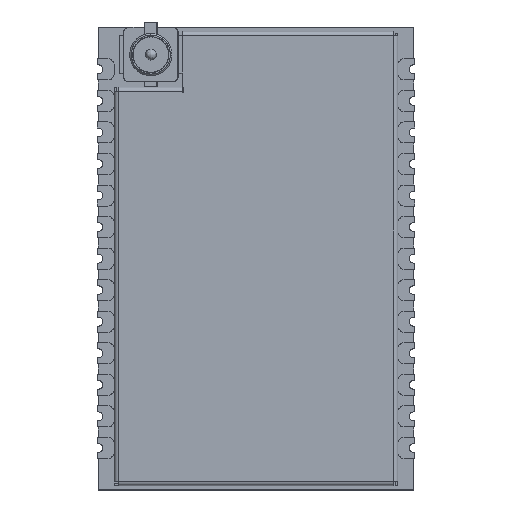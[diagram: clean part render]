
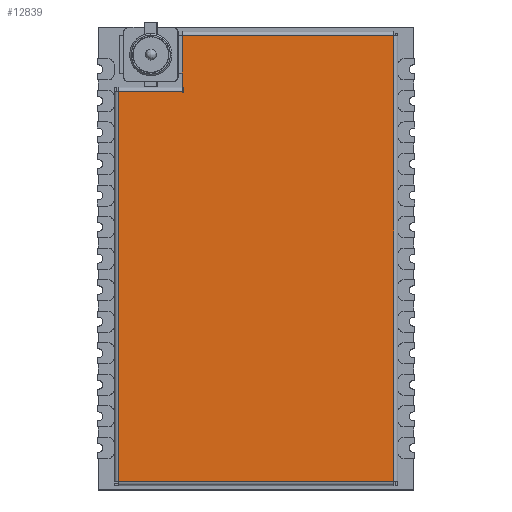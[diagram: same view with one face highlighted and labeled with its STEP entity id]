
A CAD part, top view. The second image highlights one B-rep face of the part: STEP entity #12839.
In plain terms, the highlighted planar face has unit normal (0, 0, 1).
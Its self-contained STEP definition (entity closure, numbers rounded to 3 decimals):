
#250 = VERTEX_POINT ( 'NONE', #17527 ) ;
#1670 = ORIENTED_EDGE ( 'NONE', *, *, #14598, .F. ) ;
#1961 = EDGE_CURVE ( 'NONE', #250, #3341, #5419, .T. ) ;
#2001 = CARTESIAN_POINT ( 'NONE',  ( -3.685, 7.655, 0. ) ) ;
#2228 = CARTESIAN_POINT ( 'NONE',  ( 6.365, 0., 0. ) ) ;
#2353 = ORIENTED_EDGE ( 'NONE', *, *, #10805, .F. ) ;
#2729 = CARTESIAN_POINT ( 'NONE',  ( -6.735, -10.845, 0. ) ) ;
#3129 = ORIENTED_EDGE ( 'NONE', *, *, #27570, .F. ) ;
#3288 = CARTESIAN_POINT ( 'NONE',  ( -3.685, 7.905, 0. ) ) ;
#3341 = VERTEX_POINT ( 'NONE', #24621 ) ;
#3718 = VERTEX_POINT ( 'NONE', #6357 ) ;
#4345 = FACE_OUTER_BOUND ( 'NONE', #26139, .T. ) ;
#4512 = EDGE_CURVE ( 'NONE', #15943, #250, #17118, .T. ) ;
#4978 = VERTEX_POINT ( 'NONE', #19196 ) ;
#5105 = DIRECTION ( 'NONE',  ( 0., -1., 0. ) ) ;
#5419 = LINE ( 'NONE', #28428, #12915 ) ;
#5671 = ORIENTED_EDGE ( 'NONE', *, *, #4512, .F. ) ;
#6357 = CARTESIAN_POINT ( 'NONE',  ( -3.685, 7.905, 0. ) ) ;
#6433 = EDGE_CURVE ( 'NONE', #6501, #3718, #18030, .T. ) ;
#6501 = VERTEX_POINT ( 'NONE', #19163 ) ;
#6596 = ORIENTED_EDGE ( 'NONE', *, *, #23582, .F. ) ;
#6871 = CARTESIAN_POINT ( 'NONE',  ( -3.685, 7.905, 0. ) ) ;
#7474 = EDGE_CURVE ( 'NONE', #3341, #25859, #8747, .T. ) ;
#7597 = CARTESIAN_POINT ( 'NONE',  ( -3.635, 7.655, 0. ) ) ;
#8018 = CARTESIAN_POINT ( 'NONE',  ( -3.635, 7.905, 0. ) ) ;
#8070 = CARTESIAN_POINT ( 'NONE',  ( 0., -10.845, 0. ) ) ;
#8747 = LINE ( 'NONE', #26671, #21621 ) ;
#9267 = CARTESIAN_POINT ( 'NONE',  ( 0., 0., 0. ) ) ;
#9677 = CARTESIAN_POINT ( 'NONE',  ( 6.365, 10.355, 0. ) ) ;
#10700 = ORIENTED_EDGE ( 'NONE', *, *, #27331, .F. ) ;
#10805 = EDGE_CURVE ( 'NONE', #25859, #28471, #25819, .T. ) ;
#11555 = VECTOR ( 'NONE', #26246, 1000. ) ;
#11681 = DIRECTION ( 'NONE',  ( -1., 0., 0. ) ) ;
#11707 = LINE ( 'NONE', #8018, #19043 ) ;
#11963 = CARTESIAN_POINT ( 'NONE',  ( 6.365, -10.845, 0. ) ) ;
#12561 = CARTESIAN_POINT ( 'NONE',  ( 0., 7.655, 0. ) ) ;
#12839 = ADVANCED_FACE ( 'NONE', ( #4345 ), #13699, .F. ) ;
#12887 = DIRECTION ( 'NONE',  ( -1., 0., 0. ) ) ;
#12915 = VECTOR ( 'NONE', #23269, 1000. ) ;
#13062 = CARTESIAN_POINT ( 'NONE',  ( 0., 10.355, 0. ) ) ;
#13699 = PLANE ( 'NONE',  #15492 ) ;
#14598 = EDGE_CURVE ( 'NONE', #4978, #22198, #22173, .T. ) ;
#15111 = LINE ( 'NONE', #8070, #22654 ) ;
#15453 = DIRECTION ( 'NONE',  ( 0., -1., 0. ) ) ;
#15492 = AXIS2_PLACEMENT_3D ( 'NONE', #9267, #16785, #23211 ) ;
#15943 = VERTEX_POINT ( 'NONE', #2729 ) ;
#16071 = ORIENTED_EDGE ( 'NONE', *, *, #7474, .F. ) ;
#16100 = VECTOR ( 'NONE', #15453, 1000. ) ;
#16785 = DIRECTION ( 'NONE',  ( 0., 0., -1. ) ) ;
#17118 = LINE ( 'NONE', #28260, #24305 ) ;
#17527 = CARTESIAN_POINT ( 'NONE',  ( -6.735, 7.705, 0. ) ) ;
#18030 = LINE ( 'NONE', #6871, #18371 ) ;
#18188 = DIRECTION ( 'NONE',  ( 0., 1., 0. ) ) ;
#18371 = VECTOR ( 'NONE', #11681, 1000. ) ;
#18698 = VECTOR ( 'NONE', #24251, 1000. ) ;
#19043 = VECTOR ( 'NONE', #18188, 1000. ) ;
#19163 = CARTESIAN_POINT ( 'NONE',  ( -3.635, 7.905, 0. ) ) ;
#19196 = CARTESIAN_POINT ( 'NONE',  ( -3.685, 10.355, 0. ) ) ;
#20002 = VECTOR ( 'NONE', #23530, 1000. ) ;
#21621 = VECTOR ( 'NONE', #5105, 1000. ) ;
#21882 = LINE ( 'NONE', #2228, #16100 ) ;
#22173 = LINE ( 'NONE', #13062, #18698 ) ;
#22198 = VERTEX_POINT ( 'NONE', #9677 ) ;
#22654 = VECTOR ( 'NONE', #12887, 1000. ) ;
#23211 = DIRECTION ( 'NONE',  ( -1., 0., 0. ) ) ;
#23269 = DIRECTION ( 'NONE',  ( 1., 0., 0. ) ) ;
#23530 = DIRECTION ( 'NONE',  ( 0., 1., 0. ) ) ;
#23582 = EDGE_CURVE ( 'NONE', #26509, #15943, #15111, .T. ) ;
#24251 = DIRECTION ( 'NONE',  ( 1., 0., 0. ) ) ;
#24305 = VECTOR ( 'NONE', #28406, 1000. ) ;
#24367 = ORIENTED_EDGE ( 'NONE', *, *, #24725, .F. ) ;
#24621 = CARTESIAN_POINT ( 'NONE',  ( -3.685, 7.705, 0. ) ) ;
#24725 = EDGE_CURVE ( 'NONE', #22198, #26509, #21882, .T. ) ;
#25819 = LINE ( 'NONE', #12561, #11555 ) ;
#25859 = VERTEX_POINT ( 'NONE', #2001 ) ;
#26139 = EDGE_LOOP ( 'NONE', ( #10700, #2353, #16071, #28224, #5671, #6596, #24367, #1670, #3129, #27110 ) ) ;
#26246 = DIRECTION ( 'NONE',  ( 1., 0., 0. ) ) ;
#26509 = VERTEX_POINT ( 'NONE', #11963 ) ;
#26671 = CARTESIAN_POINT ( 'NONE',  ( -3.685, 0., 0. ) ) ;
#27110 = ORIENTED_EDGE ( 'NONE', *, *, #6433, .F. ) ;
#27331 = EDGE_CURVE ( 'NONE', #28471, #6501, #11707, .T. ) ;
#27506 = LINE ( 'NONE', #3288, #20002 ) ;
#27570 = EDGE_CURVE ( 'NONE', #3718, #4978, #27506, .T. ) ;
#28224 = ORIENTED_EDGE ( 'NONE', *, *, #1961, .F. ) ;
#28260 = CARTESIAN_POINT ( 'NONE',  ( -6.735, 0., 0. ) ) ;
#28406 = DIRECTION ( 'NONE',  ( 0., 1., 0. ) ) ;
#28428 = CARTESIAN_POINT ( 'NONE',  ( 0., 7.705, 0. ) ) ;
#28471 = VERTEX_POINT ( 'NONE', #7597 ) ;
